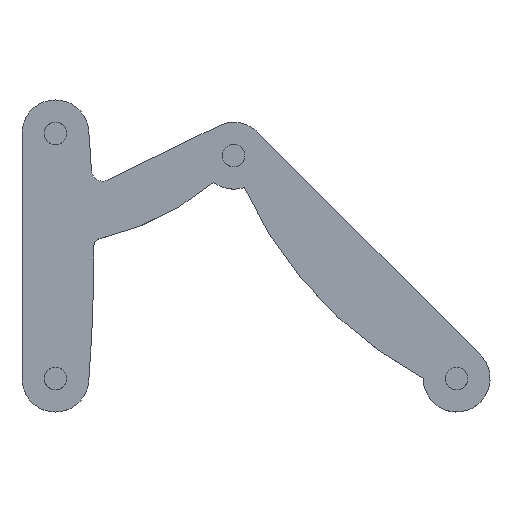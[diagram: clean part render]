
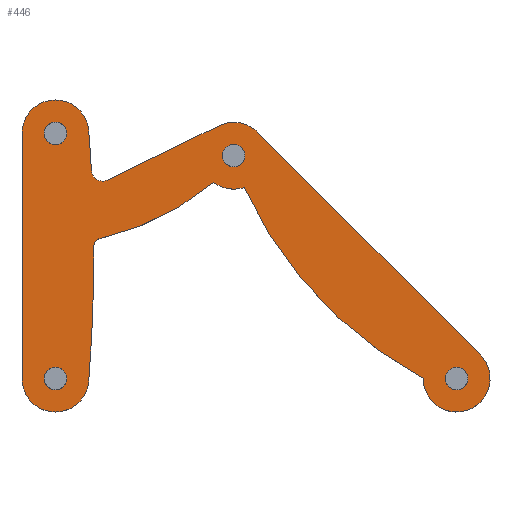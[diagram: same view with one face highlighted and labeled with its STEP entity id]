
A CAD part, top view. The second image highlights one B-rep face of the part: STEP entity #446.
In plain terms, the highlighted planar face has unit normal (0, 0, 1).
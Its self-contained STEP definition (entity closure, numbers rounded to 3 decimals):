
#31=FACE_BOUND('',#158,.T.);
#32=FACE_BOUND('',#159,.T.);
#33=FACE_BOUND('',#160,.T.);
#34=FACE_BOUND('',#161,.T.);
#56=LINE('',#778,#81);
#60=LINE('',#790,#85);
#70=LINE('',#838,#95);
#81=VECTOR('',#632,10.);
#85=VECTOR('',#644,10.);
#95=VECTOR('',#698,10.);
#134=FACE_OUTER_BOUND('',#157,.T.);
#157=EDGE_LOOP('',(#382,#383,#384,#385,#386,#387,#388,#389,#390,#391,#392,
#393,#394,#395));
#158=EDGE_LOOP('',(#396));
#159=EDGE_LOOP('',(#397));
#160=EDGE_LOOP('',(#398));
#161=EDGE_LOOP('',(#399));
#171=CIRCLE('',#511,5.);
#173=CIRCLE('',#514,5.);
#175=CIRCLE('',#517,5.);
#177=CIRCLE('',#520,5.);
#180=CIRCLE('',#524,690.438);
#182=CIRCLE('',#527,5.);
#184=CIRCLE('',#531,15.);
#186=CIRCLE('',#535,15.);
#188=CIRCLE('',#538,185.273);
#190=CIRCLE('',#541,15.03);
#192=CIRCLE('',#544,119.15);
#194=CIRCLE('',#547,3.75);
#196=CIRCLE('',#550,690.438);
#198=CIRCLE('',#553,15.);
#200=CIRCLE('',#557,15.);
#205=VERTEX_POINT('',#736);
#207=VERTEX_POINT('',#742);
#209=VERTEX_POINT('',#748);
#211=VERTEX_POINT('',#754);
#215=VERTEX_POINT('',#763);
#216=VERTEX_POINT('',#765);
#218=VERTEX_POINT('',#771);
#220=VERTEX_POINT('',#777);
#222=VERTEX_POINT('',#783);
#224=VERTEX_POINT('',#789);
#226=VERTEX_POINT('',#795);
#228=VERTEX_POINT('',#801);
#230=VERTEX_POINT('',#807);
#232=VERTEX_POINT('',#813);
#234=VERTEX_POINT('',#819);
#236=VERTEX_POINT('',#825);
#238=VERTEX_POINT('',#831);
#240=VERTEX_POINT('',#837);
#246=EDGE_CURVE('',#205,#205,#171,.T.);
#249=EDGE_CURVE('',#207,#207,#173,.T.);
#252=EDGE_CURVE('',#209,#209,#175,.T.);
#255=EDGE_CURVE('',#211,#211,#177,.T.);
#260=EDGE_CURVE('',#216,#215,#180,.T.);
#263=EDGE_CURVE('',#218,#216,#182,.T.);
#266=EDGE_CURVE('',#220,#218,#56,.T.);
#269=EDGE_CURVE('',#222,#220,#184,.T.);
#272=EDGE_CURVE('',#224,#222,#60,.T.);
#275=EDGE_CURVE('',#226,#224,#186,.T.);
#278=EDGE_CURVE('',#228,#226,#188,.T.);
#281=EDGE_CURVE('',#230,#228,#190,.T.);
#284=EDGE_CURVE('',#232,#230,#192,.T.);
#287=EDGE_CURVE('',#234,#232,#194,.T.);
#290=EDGE_CURVE('',#236,#234,#196,.T.);
#293=EDGE_CURVE('',#238,#236,#198,.T.);
#296=EDGE_CURVE('',#240,#238,#70,.T.);
#299=EDGE_CURVE('',#215,#240,#200,.T.);
#382=ORIENTED_EDGE('',*,*,#299,.T.);
#383=ORIENTED_EDGE('',*,*,#296,.T.);
#384=ORIENTED_EDGE('',*,*,#293,.T.);
#385=ORIENTED_EDGE('',*,*,#290,.T.);
#386=ORIENTED_EDGE('',*,*,#287,.T.);
#387=ORIENTED_EDGE('',*,*,#284,.T.);
#388=ORIENTED_EDGE('',*,*,#281,.T.);
#389=ORIENTED_EDGE('',*,*,#278,.T.);
#390=ORIENTED_EDGE('',*,*,#275,.T.);
#391=ORIENTED_EDGE('',*,*,#272,.T.);
#392=ORIENTED_EDGE('',*,*,#269,.T.);
#393=ORIENTED_EDGE('',*,*,#266,.T.);
#394=ORIENTED_EDGE('',*,*,#263,.T.);
#395=ORIENTED_EDGE('',*,*,#260,.T.);
#396=ORIENTED_EDGE('',*,*,#255,.T.);
#397=ORIENTED_EDGE('',*,*,#252,.T.);
#398=ORIENTED_EDGE('',*,*,#249,.T.);
#399=ORIENTED_EDGE('',*,*,#246,.T.);
#423=PLANE('',#558);
#446=ADVANCED_FACE('',(#134,#31,#32,#33,#34),#423,.T.);
#511=AXIS2_PLACEMENT_3D('',#737,#588,#589);
#514=AXIS2_PLACEMENT_3D('',#743,#595,#596);
#517=AXIS2_PLACEMENT_3D('',#749,#602,#603);
#520=AXIS2_PLACEMENT_3D('',#755,#609,#610);
#524=AXIS2_PLACEMENT_3D('',#766,#619,#620);
#527=AXIS2_PLACEMENT_3D('',#772,#626,#627);
#531=AXIS2_PLACEMENT_3D('',#784,#638,#639);
#535=AXIS2_PLACEMENT_3D('',#796,#650,#651);
#538=AXIS2_PLACEMENT_3D('',#802,#657,#658);
#541=AXIS2_PLACEMENT_3D('',#808,#664,#665);
#544=AXIS2_PLACEMENT_3D('',#814,#671,#672);
#547=AXIS2_PLACEMENT_3D('',#820,#678,#679);
#550=AXIS2_PLACEMENT_3D('',#826,#685,#686);
#553=AXIS2_PLACEMENT_3D('',#832,#692,#693);
#557=AXIS2_PLACEMENT_3D('',#842,#704,#705);
#558=AXIS2_PLACEMENT_3D('',#843,#706,#707);
#588=DIRECTION('center_axis',(0.,0.,-1.));
#589=DIRECTION('ref_axis',(-1.,0.,0.));
#595=DIRECTION('center_axis',(0.,0.,-1.));
#596=DIRECTION('ref_axis',(-1.,0.,0.));
#602=DIRECTION('center_axis',(0.,0.,-1.));
#603=DIRECTION('ref_axis',(-1.,0.,0.));
#609=DIRECTION('center_axis',(0.,0.,-1.));
#610=DIRECTION('ref_axis',(-1.,0.,0.));
#619=DIRECTION('center_axis',(0.,0.,1.));
#620=DIRECTION('ref_axis',(0.998,0.055,0.));
#626=DIRECTION('center_axis',(0.,0.,-1.));
#627=DIRECTION('ref_axis',(0.998,0.055,0.));
#632=DIRECTION('',(-0.899,-0.438,0.));
#638=DIRECTION('center_axis',(0.,0.,1.));
#639=DIRECTION('ref_axis',(0.745,0.667,0.));
#644=DIRECTION('',(-0.707,0.707,0.));
#650=DIRECTION('center_axis',(0.,0.,1.));
#651=DIRECTION('ref_axis',(-1.,0.,0.));
#657=DIRECTION('center_axis',(0.,0.,1.));
#658=DIRECTION('ref_axis',(-0.909,-0.417,0.));
#664=DIRECTION('center_axis',(0.,0.,1.));
#665=DIRECTION('ref_axis',(-0.606,-0.795,0.));
#671=DIRECTION('center_axis',(0.,0.,1.));
#672=DIRECTION('ref_axis',(0.219,-0.976,0.));
#678=DIRECTION('center_axis',(0.,0.,-1.));
#679=DIRECTION('ref_axis',(0.219,-0.976,0.));
#685=DIRECTION('center_axis',(0.,0.,1.));
#686=DIRECTION('ref_axis',(0.997,-0.08,0.));
#692=DIRECTION('center_axis',(0.,0.,1.));
#693=DIRECTION('ref_axis',(-1.,0.,0.));
#698=DIRECTION('',(0.,-1.,0.));
#704=DIRECTION('center_axis',(0.,0.,1.));
#705=DIRECTION('ref_axis',(1.,0.,0.));
#706=DIRECTION('center_axis',(0.,0.,1.));
#707=DIRECTION('ref_axis',(1.,0.,0.));
#736=CARTESIAN_POINT('',(-85.,55.,9.4));
#737=CARTESIAN_POINT('Origin',(-90.,55.,9.4));
#742=CARTESIAN_POINT('',(-85.,-55.,9.4));
#743=CARTESIAN_POINT('Origin',(-90.,-55.,9.4));
#748=CARTESIAN_POINT('',(95.,-55.,9.4));
#749=CARTESIAN_POINT('Origin',(90.,-55.,9.4));
#754=CARTESIAN_POINT('',(-5.,45.,9.4));
#755=CARTESIAN_POINT('Origin',(-10.,45.,9.4));
#763=CARTESIAN_POINT('',(-75.,55.,9.4));
#765=CARTESIAN_POINT('',(-73.868,38.279,9.4));
#766=CARTESIAN_POINT('Origin',(-763.244,0.,9.4));
#771=CARTESIAN_POINT('',(-66.685,34.062,9.4));
#772=CARTESIAN_POINT('Origin',(-68.876,38.557,9.4));
#777=CARTESIAN_POINT('',(-16.571,58.484,9.4));
#778=CARTESIAN_POINT('',(-16.571,58.484,9.4));
#783=CARTESIAN_POINT('',(1.18,55.,9.4));
#784=CARTESIAN_POINT('Origin',(-10.,45.,9.4));
#789=CARTESIAN_POINT('',(100.605,-44.392,9.4));
#790=CARTESIAN_POINT('',(100.605,-44.392,9.4));
#795=CARTESIAN_POINT('',(75.,-55.,9.4));
#796=CARTESIAN_POINT('Origin',(90.,-55.,9.4));
#801=CARTESIAN_POINT('',(-5.321,30.717,9.4));
#802=CARTESIAN_POINT('Origin',(163.06,108.007,9.4));
#807=CARTESIAN_POINT('',(-19.114,33.048,9.4));
#808=CARTESIAN_POINT('Origin',(-10.,45.,9.4));
#813=CARTESIAN_POINT('',(-69.89,7.815,9.4));
#814=CARTESIAN_POINT('Origin',(-96.005,124.068,9.4));
#819=CARTESIAN_POINT('',(-72.818,4.134,9.4));
#820=CARTESIAN_POINT('Origin',(-69.068,4.156,9.4));
#825=CARTESIAN_POINT('',(-75.,-55.,9.4));
#826=CARTESIAN_POINT('Origin',(-763.244,0.,9.4));
#831=CARTESIAN_POINT('',(-105.,-55.,9.4));
#832=CARTESIAN_POINT('Origin',(-90.,-55.,9.4));
#837=CARTESIAN_POINT('',(-105.,55.,9.4));
#838=CARTESIAN_POINT('',(-105.,55.,9.4));
#842=CARTESIAN_POINT('Origin',(-90.,55.,9.4));
#843=CARTESIAN_POINT('Origin',(0.,0.,9.4));
